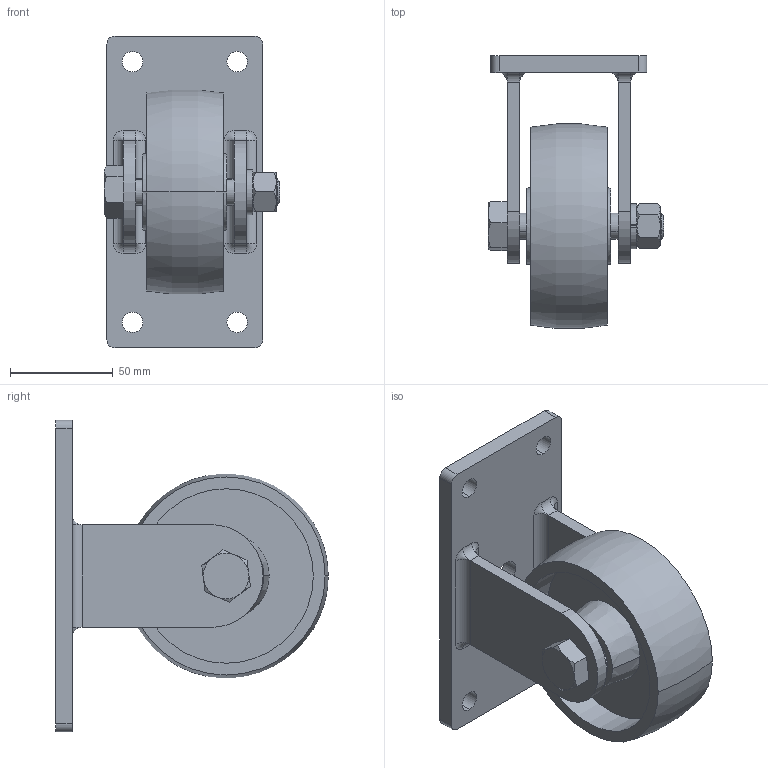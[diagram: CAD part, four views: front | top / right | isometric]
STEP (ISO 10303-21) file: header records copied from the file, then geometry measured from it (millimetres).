
FILE_DESCRIPTION (( 'STEP AP203' ), '1' );
FILE_NAME ('076HDWR440.STEP', '2013-10-28T22:30:10', ( 'RichmondEng' ), ( '' ), 'SwSTEP 2.0', 'SolidWorks 2013', '' );
FILE_SCHEMA (( 'CONFIG_CONTROL_DESIGN' ));
Length unit declared in the file: millimetre
Products named in the file (6): Regular LW 0.5_Regular LW 0.5; HNUT 0.5000-13-D-N_HNUT 0.5000-13-D-N; 076HDWR440; heavy duty welded series 4 inch R; 036CI400; HHBOLT 0.5000-13x3x1-N_HHBOLT 0.5000-13x3x1-N
Assembly tree (5 placements, depth 2):
  076HDWR440
    heavy duty welded series 4 inch R
    036CI400
    HHBOLT 0.5000-13x3x1-N_HHBOLT 0.5000-13x3x1-N
    Regular LW 0.5_Regular LW 0.5
    HNUT 0.5000-13-D-N_HNUT 0.5000-13-D-N
Bounding box: 85.45 x 132.8 x 152 mm (x, y, z)
Volume: 295715.3 mm3; surface area: 92998.6 mm2
Topology: 5 solids, 5 shells, 131 faces, 298 edges, 178 vertices
Faces by surface type: cylinder 46, plane 43, cone 28, torus 14
Entity records: 4476 total; most frequent: CARTESIAN_POINT 867, DIRECTION 676, ORIENTED_EDGE 580, EDGE_CURVE 290, AXIS2_PLACEMENT_3D 283, VERTEX_POINT 178, EDGE_LOOP 158, CIRCLE 144
